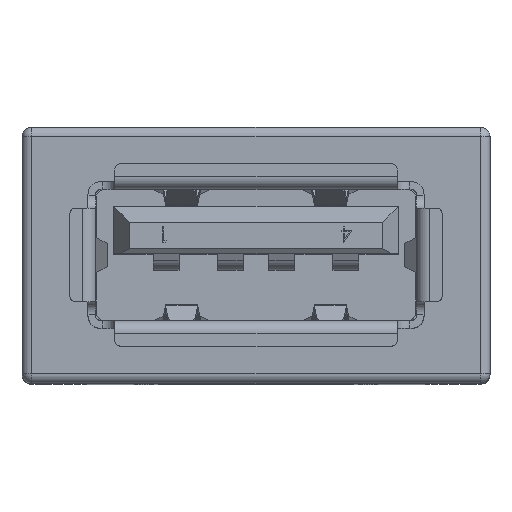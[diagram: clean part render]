
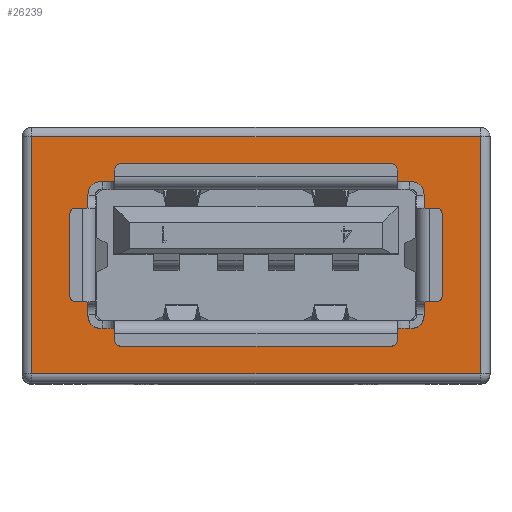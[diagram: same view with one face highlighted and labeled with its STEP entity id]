
A CAD part, top view. The second image highlights one B-rep face of the part: STEP entity #26239.
In plain terms, the highlighted planar face has unit normal (0, 0, 1).
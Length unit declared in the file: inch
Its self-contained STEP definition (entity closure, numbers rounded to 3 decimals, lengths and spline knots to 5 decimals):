
#34 = DIRECTION ( 'NONE',  ( 0., 0., -1. ) ) ;
#327 = ORIENTED_EDGE ( 'NONE', *, *, #12892, .T. ) ;
#561 = ORIENTED_EDGE ( 'NONE', *, *, #54782, .T. ) ;
#905 = CARTESIAN_POINT ( 'NONE',  ( -0.344, 0.19685, 0. ) ) ;
#1799 = AXIS2_PLACEMENT_3D ( 'NONE', #62474, #15273, #56888 ) ;
#1882 = CIRCLE ( 'NONE', #1799, 0.019 ) ;
#1971 = EDGE_CURVE ( 'NONE', #35209, #55703, #53167, .T. ) ;
#4163 = DIRECTION ( 'NONE',  ( 0., 1., 0. ) ) ;
#4858 = VECTOR ( 'NONE', #32225, 39.37008 ) ;
#5411 = ORIENTED_EDGE ( 'NONE', *, *, #53095, .T. ) ;
#5633 = EDGE_CURVE ( 'NONE', #59265, #55703, #1882, .T. ) ;
#5773 = ORIENTED_EDGE ( 'NONE', *, *, #18973, .F. ) ;
#6904 = VERTEX_POINT ( 'NONE', #39193 ) ;
#7047 = CARTESIAN_POINT ( 'NONE',  ( -0.25787, 0.1126, 0. ) ) ;
#7681 = ORIENTED_EDGE ( 'NONE', *, *, #46446, .F. ) ;
#7722 = AXIS2_PLACEMENT_3D ( 'NONE', #13646, #24453, #18655 ) ;
#7781 = EDGE_CURVE ( 'NONE', #36748, #62853, #12177, .T. ) ;
#8367 = CARTESIAN_POINT ( 'NONE',  ( -0.23887, -0.1126, 0. ) ) ;
#9125 = CARTESIAN_POINT ( 'NONE',  ( 0.25787, -0.1126, 0. ) ) ;
#10585 = LINE ( 'NONE', #36783, #20302 ) ;
#10640 = DIRECTION ( 'NONE',  ( -1., 0., 0. ) ) ;
#10687 = ORIENTED_EDGE ( 'NONE', *, *, #45738, .T. ) ;
#11713 = AXIS2_PLACEMENT_3D ( 'NONE', #30901, #34, #10640 ) ;
#11745 = DIRECTION ( 'NONE',  ( 0., -1., 0. ) ) ;
#12031 = CARTESIAN_POINT ( 'NONE',  ( 0.344, 0.18185, 0. ) ) ;
#12177 = LINE ( 'NONE', #31492, #51591 ) ;
#12892 = EDGE_CURVE ( 'NONE', #35209, #6904, #36533, .T. ) ;
#13247 = VERTEX_POINT ( 'NONE', #12031 ) ;
#13263 = AXIS2_PLACEMENT_3D ( 'NONE', #13980, #29075, #23906 ) ;
#13646 = CARTESIAN_POINT ( 'NONE',  ( -0.359, 0.19685, 0. ) ) ;
#13980 = CARTESIAN_POINT ( 'NONE',  ( 0.23887, -0.0936, 0. ) ) ;
#13987 = EDGE_LOOP ( 'NONE', ( #7681, #44681, #17222, #40528, #5773, #15085, #27068, #327 ) ) ;
#14889 = DIRECTION ( 'NONE',  ( 0., -1., 0. ) ) ;
#15085 = ORIENTED_EDGE ( 'NONE', *, *, #5633, .T. ) ;
#15273 = DIRECTION ( 'NONE',  ( 0., 0., -1. ) ) ;
#16235 = VERTEX_POINT ( 'NONE', #34294 ) ;
#16818 = DIRECTION ( 'NONE',  ( -1., 0., 0. ) ) ;
#17222 = ORIENTED_EDGE ( 'NONE', *, *, #28735, .F. ) ;
#17524 = EDGE_CURVE ( 'NONE', #56235, #29555, #51881, .T. ) ;
#18655 = DIRECTION ( 'NONE',  ( -1., 0., 0. ) ) ;
#18893 = PLANE ( 'NONE',  #7722 ) ;
#18973 = EDGE_CURVE ( 'NONE', #59265, #31584, #55400, .T. ) ;
#19523 = DIRECTION ( 'NONE',  ( -1., 0., 0. ) ) ;
#20302 = VECTOR ( 'NONE', #16818, 39.37008 ) ;
#20960 = DIRECTION ( 'NONE',  ( 1., 0., 0. ) ) ;
#21998 = EDGE_CURVE ( 'NONE', #22457, #31584, #59151, .T. ) ;
#22457 = VERTEX_POINT ( 'NONE', #58719 ) ;
#22483 = EDGE_LOOP ( 'NONE', ( #5411, #53429, #561, #10687 ) ) ;
#22896 = FACE_OUTER_BOUND ( 'NONE', #22483, .T. ) ;
#23906 = DIRECTION ( 'NONE',  ( -1., 0., 0. ) ) ;
#24453 = DIRECTION ( 'NONE',  ( 0., 0., -1. ) ) ;
#26239 = ADVANCED_FACE ( 'NONE', ( #22896, #63116 ), #18893, .F. ) ;
#27068 = ORIENTED_EDGE ( 'NONE', *, *, #1971, .F. ) ;
#27689 = VECTOR ( 'NONE', #11745, 39.37008 ) ;
#28735 = EDGE_CURVE ( 'NONE', #22457, #29555, #60330, .T. ) ;
#29075 = DIRECTION ( 'NONE',  ( 0., 0., -1. ) ) ;
#29249 = CARTESIAN_POINT ( 'NONE',  ( -0.25787, -0.0936, 0. ) ) ;
#29555 = VERTEX_POINT ( 'NONE', #36000 ) ;
#29596 = CARTESIAN_POINT ( 'NONE',  ( 0.23887, 0.1126, 0. ) ) ;
#30901 = CARTESIAN_POINT ( 'NONE',  ( 0.23887, 0.0936, 0. ) ) ;
#31492 = CARTESIAN_POINT ( 'NONE',  ( 0.359, -0.18185, 0. ) ) ;
#31584 = VERTEX_POINT ( 'NONE', #64190 ) ;
#32225 = DIRECTION ( 'NONE',  ( -1., 0., 0. ) ) ;
#33804 = VECTOR ( 'NONE', #4163, 39.37008 ) ;
#34252 = DIRECTION ( 'NONE',  ( 1., 0., 0. ) ) ;
#34294 = CARTESIAN_POINT ( 'NONE',  ( -0.344, 0.18185, 0. ) ) ;
#34590 = LINE ( 'NONE', #7047, #4858 ) ;
#35209 = VERTEX_POINT ( 'NONE', #48571 ) ;
#35422 = DIRECTION ( 'NONE',  ( 0., 0., -1. ) ) ;
#36000 = CARTESIAN_POINT ( 'NONE',  ( 0.25787, 0.0936, 0. ) ) ;
#36533 = CIRCLE ( 'NONE', #60917, 0.019 ) ;
#36615 = CARTESIAN_POINT ( 'NONE',  ( 0.344, -0.18185, 0. ) ) ;
#36748 = VERTEX_POINT ( 'NONE', #45576 ) ;
#36783 = CARTESIAN_POINT ( 'NONE',  ( -0.359, 0.18185, 0. ) ) ;
#39193 = CARTESIAN_POINT ( 'NONE',  ( -0.23887, 0.1126, 0. ) ) ;
#40528 = ORIENTED_EDGE ( 'NONE', *, *, #21998, .T. ) ;
#41398 = VECTOR ( 'NONE', #42285, 39.37008 ) ;
#42285 = DIRECTION ( 'NONE',  ( 0., 1., 0. ) ) ;
#44329 = CARTESIAN_POINT ( 'NONE',  ( -0.25787, -0.1126, 0. ) ) ;
#44681 = ORIENTED_EDGE ( 'NONE', *, *, #17524, .T. ) ;
#45028 = VECTOR ( 'NONE', #14889, 39.37008 ) ;
#45576 = CARTESIAN_POINT ( 'NONE',  ( -0.344, -0.18185, 0. ) ) ;
#45738 = EDGE_CURVE ( 'NONE', #13247, #16235, #10585, .T. ) ;
#46446 = EDGE_CURVE ( 'NONE', #56235, #6904, #34590, .T. ) ;
#47044 = CARTESIAN_POINT ( 'NONE',  ( 0.344, 0.19685, 0. ) ) ;
#48571 = CARTESIAN_POINT ( 'NONE',  ( -0.25787, 0.0936, 0. ) ) ;
#51533 = CARTESIAN_POINT ( 'NONE',  ( -0.25787, -0.1126, 0. ) ) ;
#51591 = VECTOR ( 'NONE', #20960, 39.37008 ) ;
#51881 = CIRCLE ( 'NONE', #11713, 0.019 ) ;
#53095 = EDGE_CURVE ( 'NONE', #16235, #36748, #66255, .T. ) ;
#53167 = LINE ( 'NONE', #51533, #45028 ) ;
#53429 = ORIENTED_EDGE ( 'NONE', *, *, #7781, .T. ) ;
#54782 = EDGE_CURVE ( 'NONE', #62853, #13247, #61562, .T. ) ;
#55400 = LINE ( 'NONE', #44329, #66700 ) ;
#55703 = VERTEX_POINT ( 'NONE', #29249 ) ;
#56235 = VERTEX_POINT ( 'NONE', #29596 ) ;
#56888 = DIRECTION ( 'NONE',  ( -1., 0., 0. ) ) ;
#58719 = CARTESIAN_POINT ( 'NONE',  ( 0.25787, -0.0936, 0. ) ) ;
#59151 = CIRCLE ( 'NONE', #13263, 0.019 ) ;
#59265 = VERTEX_POINT ( 'NONE', #8367 ) ;
#60330 = LINE ( 'NONE', #9125, #33804 ) ;
#60917 = AXIS2_PLACEMENT_3D ( 'NONE', #66008, #35422, #19523 ) ;
#61562 = LINE ( 'NONE', #47044, #41398 ) ;
#62474 = CARTESIAN_POINT ( 'NONE',  ( -0.23887, -0.0936, 0. ) ) ;
#62853 = VERTEX_POINT ( 'NONE', #36615 ) ;
#63116 = FACE_BOUND ( 'NONE', #13987, .T. ) ;
#64190 = CARTESIAN_POINT ( 'NONE',  ( 0.23887, -0.1126, 0. ) ) ;
#66008 = CARTESIAN_POINT ( 'NONE',  ( -0.23887, 0.0936, 0. ) ) ;
#66255 = LINE ( 'NONE', #905, #27689 ) ;
#66700 = VECTOR ( 'NONE', #34252, 39.37008 ) ;
